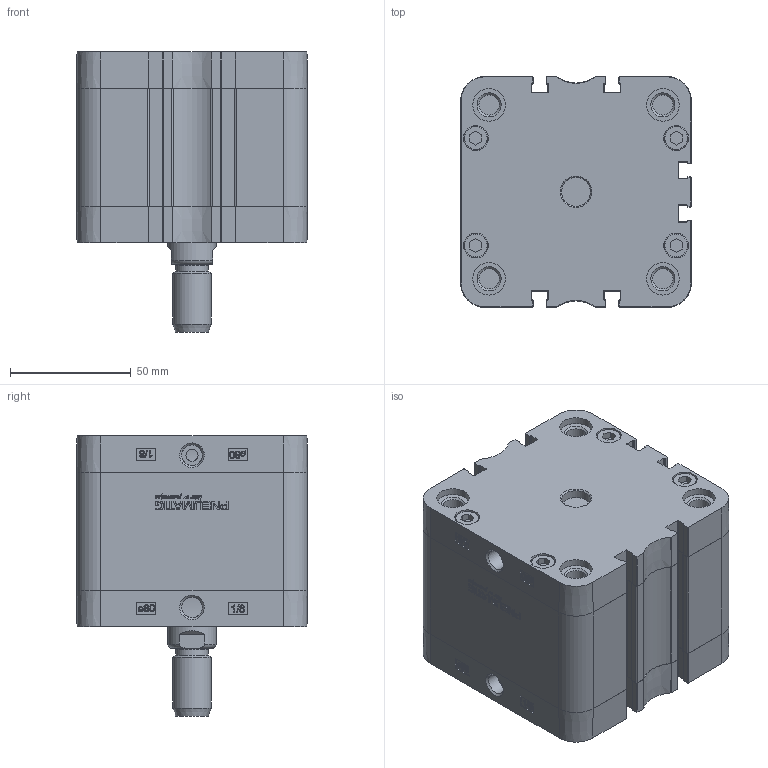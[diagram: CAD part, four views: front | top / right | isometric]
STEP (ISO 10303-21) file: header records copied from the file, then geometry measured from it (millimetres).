
FILE_DESCRIPTION( ( 'STEP AP214' ), '1' );
FILE_NAME( 'DM-80-1000-M.stp', ' ', ( ' ' ), ( ' ' ), ' ', ' ', ' ' );
FILE_SCHEMA (('AUTOMOTIVE_DESIGN { 1 0 10303 214 3 1 1 }'));
Products named in the file (1): (Unsaved)
Bounding box: 95.5 x 95.5 x 116 mm (x, y, z)
Volume: 445423.3 mm3; surface area: 104195 mm2
Topology: 4 solids, 4 shells, 1541 faces, 4188 edges, 2749 vertices
Faces by surface type: bspline 771, plane 504, cylinder 201, cone 44, torus 21
Full cylindrical faces by diameter (mm): 5 x1, 8.376 x9, 8.566 x2, 9.8 x8, 10.3 x8, 12 x1, 13.5 x9, 16 x1, 20 x1, 20.6 x1, 21.9 x1, 23 x1, 25 x1, 80 x1
Entity records: 54761 total; most frequent: CARTESIAN_POINT 21183, ORIENTED_EDGE 8200, DIRECTION 4555, EDGE_CURVE 4080, VERTEX_POINT 2739, LINE 2039, VECTOR 2039, EDGE_LOOP 1753
